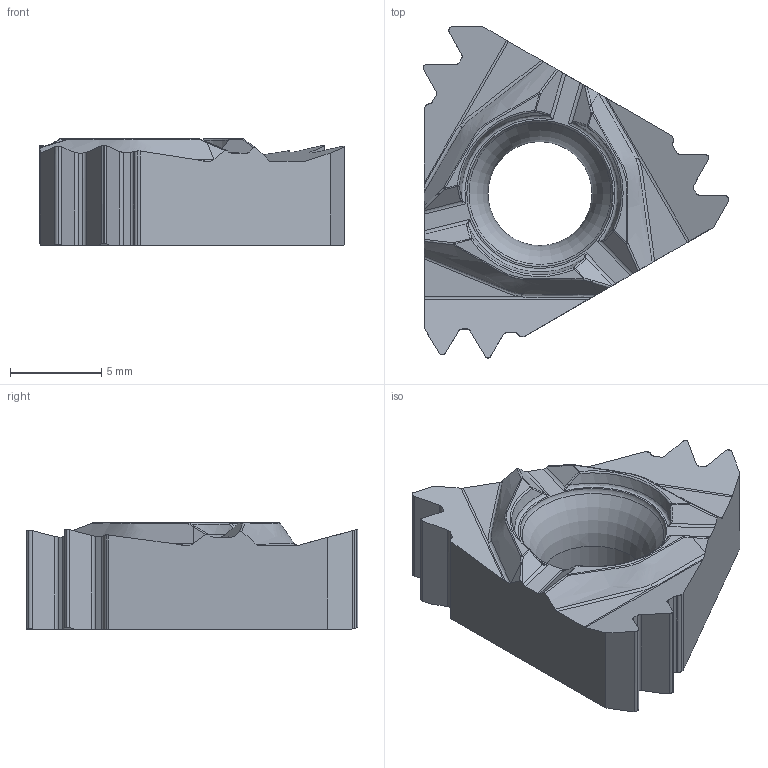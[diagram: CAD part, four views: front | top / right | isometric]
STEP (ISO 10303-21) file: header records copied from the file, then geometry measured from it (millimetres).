
FILE_DESCRIPTION(/* description */ (''),/* implementation_level */ '2;1');
FILE_NAME(/* name */ 'aaa327984_a.stp',/* time_stamp */ '2018-12-12T09:53:40+01:00',/* author */ (''),/* organization */ ('SMS'),/* preprocessor_version */ 'ST-DEVELOPER v15',/* originating_system */ 'SIEMENS PLM Software NX 8.5',/* authorisation */ '');
FILE_SCHEMA (('AUTOMOTIVE_DESIGN { 1 0 10303 214 3 1 1 1 }'));
Length unit declared in the file: millimetre
Products named in the file (1): AAA327984_A
Bounding box: 16.73 x 18.17 x 5.84 mm (x, y, z)
Volume: 792.5 mm3; surface area: 748.3 mm2
Topology: 1 solids, 1 shells, 167 faces, 445 edges, 270 vertices
Faces by surface type: plane 59, cylinder 46, bspline 39, sphere 12, torus 8, cone 3
Full cylindrical faces by diameter (mm): 5.7 x1
Entity records: 6661 total; most frequent: CARTESIAN_POINT 2773, ORIENTED_EDGE 854, DIRECTION 744, EDGE_CURVE 427, AXIS2_PLACEMENT_3D 273, VERTEX_POINT 265, LINE 198, VECTOR 198
